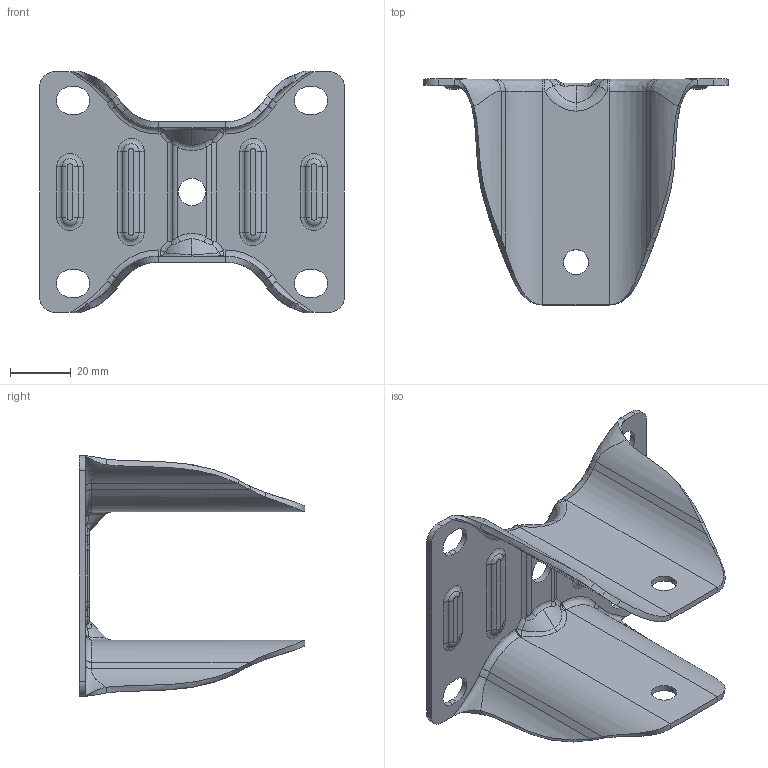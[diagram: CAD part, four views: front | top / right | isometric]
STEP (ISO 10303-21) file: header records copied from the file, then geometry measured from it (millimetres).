
FILE_DESCRIPTION (( 'STEP AP214' ), '1' );
FILE_NAME ('0055266.step', '2024-01-02T11:45:58', ( '' ), ( '' ), 'SwSTEP 2.0', 'SolidWorks 2020', '' );
FILE_SCHEMA (( 'AUTOMOTIVE_DESIGN' ));
Length unit declared in the file: millimetre
Products named in the file (1): 0055266
Bounding box: 100 x 74 x 79.31 mm (x, y, z)
Volume: 29747.4 mm3; surface area: 31263.8 mm2
Topology: 1 solids, 1 shells, 268 faces, 682 edges, 412 vertices
Faces by surface type: bspline 108, cylinder 94, plane 50, cone 8, torus 8
Entity records: 18190 total; most frequent: CARTESIAN_POINT 9663, ORIENTED_EDGE 1340, DIRECTION 890, EDGE_CURVE 670, VERTEX_POINT 412, AXIS2_PLACEMENT_3D 331, EDGE_LOOP 290, UNCERTAINTY_MEASURE_WITH_UNIT 271
